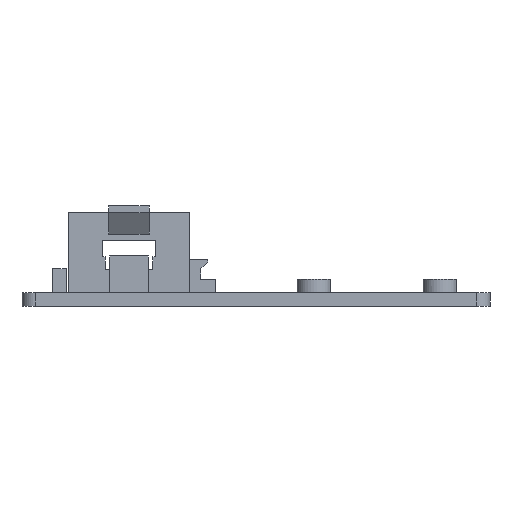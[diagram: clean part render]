
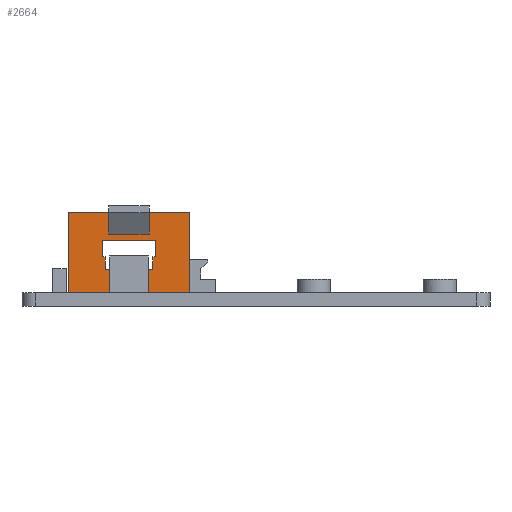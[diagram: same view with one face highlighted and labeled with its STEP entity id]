
A CAD part, front view. The second image highlights one B-rep face of the part: STEP entity #2664.
In plain terms, the highlighted planar face has unit normal (0, -1, 0).
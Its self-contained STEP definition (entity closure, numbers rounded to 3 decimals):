
#42=FACE_BOUND('',#425,.T.);
#255=FACE_OUTER_BOUND('',#424,.T.);
#424=EDGE_LOOP('',(#2291,#2292,#2293,#2294,#2295,#2296,#2297,#2298));
#425=EDGE_LOOP('',(#2299,#2300,#2301,#2302,#2303,#2304,#2305,#2306));
#628=LINE('',#4124,#939);
#686=LINE('',#4287,#997);
#690=LINE('',#4295,#1001);
#693=LINE('',#4301,#1004);
#696=LINE('',#4307,#1007);
#699=LINE('',#4313,#1010);
#702=LINE('',#4319,#1013);
#705=LINE('',#4325,#1016);
#708=LINE('',#4330,#1019);
#711=LINE('',#4337,#1022);
#724=LINE('',#4362,#1035);
#726=LINE('',#4366,#1037);
#727=LINE('',#4369,#1038);
#728=LINE('',#4370,#1039);
#729=LINE('',#4372,#1040);
#730=LINE('',#4373,#1041);
#939=VECTOR('',#3198,10.);
#997=VECTOR('',#3360,10.);
#1001=VECTOR('',#3366,10.);
#1004=VECTOR('',#3371,10.);
#1007=VECTOR('',#3376,10.);
#1010=VECTOR('',#3381,10.);
#1013=VECTOR('',#3386,10.);
#1016=VECTOR('',#3391,10.);
#1019=VECTOR('',#3396,10.);
#1022=VECTOR('',#3401,10.);
#1035=VECTOR('',#3422,10.);
#1037=VECTOR('',#3426,10.);
#1038=VECTOR('',#3429,10.);
#1039=VECTOR('',#3430,10.);
#1040=VECTOR('',#3431,10.);
#1041=VECTOR('',#3432,10.);
#1213=VERTEX_POINT('',#4121);
#1214=VERTEX_POINT('',#4123);
#1266=VERTEX_POINT('',#4285);
#1267=VERTEX_POINT('',#4286);
#1270=VERTEX_POINT('',#4294);
#1272=VERTEX_POINT('',#4300);
#1274=VERTEX_POINT('',#4306);
#1276=VERTEX_POINT('',#4312);
#1278=VERTEX_POINT('',#4318);
#1280=VERTEX_POINT('',#4324);
#1283=VERTEX_POINT('',#4334);
#1284=VERTEX_POINT('',#4336);
#1292=VERTEX_POINT('',#4360);
#1293=VERTEX_POINT('',#4364);
#1294=VERTEX_POINT('',#4368);
#1295=VERTEX_POINT('',#4371);
#1521=EDGE_CURVE('',#1214,#1213,#628,.T.);
#1598=EDGE_CURVE('',#1266,#1267,#686,.T.);
#1602=EDGE_CURVE('',#1267,#1270,#690,.T.);
#1605=EDGE_CURVE('',#1270,#1272,#693,.T.);
#1608=EDGE_CURVE('',#1272,#1274,#696,.T.);
#1611=EDGE_CURVE('',#1274,#1276,#699,.T.);
#1614=EDGE_CURVE('',#1276,#1278,#702,.T.);
#1617=EDGE_CURVE('',#1278,#1280,#705,.T.);
#1620=EDGE_CURVE('',#1280,#1266,#708,.T.);
#1623=EDGE_CURVE('',#1284,#1283,#711,.T.);
#1636=EDGE_CURVE('',#1283,#1292,#724,.T.);
#1638=EDGE_CURVE('',#1292,#1293,#726,.T.);
#1639=EDGE_CURVE('',#1293,#1294,#727,.T.);
#1640=EDGE_CURVE('',#1214,#1294,#728,.T.);
#1641=EDGE_CURVE('',#1213,#1295,#729,.T.);
#1642=EDGE_CURVE('',#1295,#1284,#730,.T.);
#2291=ORIENTED_EDGE('',*,*,#1638,.T.);
#2292=ORIENTED_EDGE('',*,*,#1639,.T.);
#2293=ORIENTED_EDGE('',*,*,#1640,.F.);
#2294=ORIENTED_EDGE('',*,*,#1521,.T.);
#2295=ORIENTED_EDGE('',*,*,#1641,.T.);
#2296=ORIENTED_EDGE('',*,*,#1642,.T.);
#2297=ORIENTED_EDGE('',*,*,#1623,.T.);
#2298=ORIENTED_EDGE('',*,*,#1636,.T.);
#2299=ORIENTED_EDGE('',*,*,#1598,.T.);
#2300=ORIENTED_EDGE('',*,*,#1602,.T.);
#2301=ORIENTED_EDGE('',*,*,#1605,.T.);
#2302=ORIENTED_EDGE('',*,*,#1608,.T.);
#2303=ORIENTED_EDGE('',*,*,#1611,.T.);
#2304=ORIENTED_EDGE('',*,*,#1614,.T.);
#2305=ORIENTED_EDGE('',*,*,#1617,.T.);
#2306=ORIENTED_EDGE('',*,*,#1620,.T.);
#2530=PLANE('',#2840);
#2664=ADVANCED_FACE('',(#255,#42),#2530,.T.);
#2840=AXIS2_PLACEMENT_3D('',#4367,#3427,#3428);
#3198=DIRECTION('',(1.,0.,0.));
#3360=DIRECTION('',(0.,0.,1.));
#3366=DIRECTION('',(-1.,0.,0.));
#3371=DIRECTION('',(0.,0.,1.));
#3376=DIRECTION('',(1.,0.,0.));
#3381=DIRECTION('',(0.,0.,-1.));
#3386=DIRECTION('',(-1.,0.,0.));
#3391=DIRECTION('',(0.,0.,-1.));
#3396=DIRECTION('',(-1.,0.,0.));
#3401=DIRECTION('',(0.,0.,-1.));
#3422=DIRECTION('',(-1.,0.,0.));
#3426=DIRECTION('',(0.,0.,1.));
#3427=DIRECTION('center_axis',(0.,-1.,0.));
#3428=DIRECTION('ref_axis',(0.,0.,1.));
#3429=DIRECTION('',(-1.,0.,0.));
#3430=DIRECTION('',(0.,0.,1.));
#3431=DIRECTION('',(0.,0.,1.));
#3432=DIRECTION('',(-1.,0.,0.));
#4121=CARTESIAN_POINT('',(-10.,35.,0.));
#4123=CARTESIAN_POINT('',(-28.,35.,0.));
#4124=CARTESIAN_POINT('',(-33.,35.,0.));
#4285=CARTESIAN_POINT('',(-22.575,35.,3.5));
#4286=CARTESIAN_POINT('',(-22.575,35.,5.375));
#4287=CARTESIAN_POINT('',(-22.575,35.,1.687));
#4294=CARTESIAN_POINT('',(-22.975,35.,5.375));
#4295=CARTESIAN_POINT('',(-16.488,35.,5.375));
#4300=CARTESIAN_POINT('',(-22.975,35.,7.85));
#4301=CARTESIAN_POINT('',(-22.975,35.,2.925));
#4306=CARTESIAN_POINT('',(-15.025,35.,7.85));
#4307=CARTESIAN_POINT('',(-12.513,35.,7.85));
#4312=CARTESIAN_POINT('',(-15.025,35.,5.375));
#4313=CARTESIAN_POINT('',(-15.025,35.,1.687));
#4318=CARTESIAN_POINT('',(-15.425,35.,5.375));
#4319=CARTESIAN_POINT('',(-12.713,35.,5.375));
#4324=CARTESIAN_POINT('',(-15.425,35.,3.5));
#4325=CARTESIAN_POINT('',(-15.425,35.,0.75));
#4330=CARTESIAN_POINT('',(-16.288,35.,3.5));
#4334=CARTESIAN_POINT('',(-16.,35.,8.787));
#4336=CARTESIAN_POINT('',(-16.,35.,12.));
#4337=CARTESIAN_POINT('',(-16.,35.,4.447));
#4360=CARTESIAN_POINT('',(-22.,35.,8.787));
#4362=CARTESIAN_POINT('',(-14.5,35.,8.787));
#4364=CARTESIAN_POINT('',(-22.,35.,12.));
#4366=CARTESIAN_POINT('',(-22.,35.,4.447));
#4367=CARTESIAN_POINT('Origin',(-10.,35.,-2.));
#4368=CARTESIAN_POINT('',(-28.,35.,12.));
#4369=CARTESIAN_POINT('',(-10.,35.,12.));
#4370=CARTESIAN_POINT('',(-28.,35.,0.));
#4371=CARTESIAN_POINT('',(-10.,35.,12.));
#4372=CARTESIAN_POINT('',(-10.,35.,0.));
#4373=CARTESIAN_POINT('',(-10.,35.,12.));
